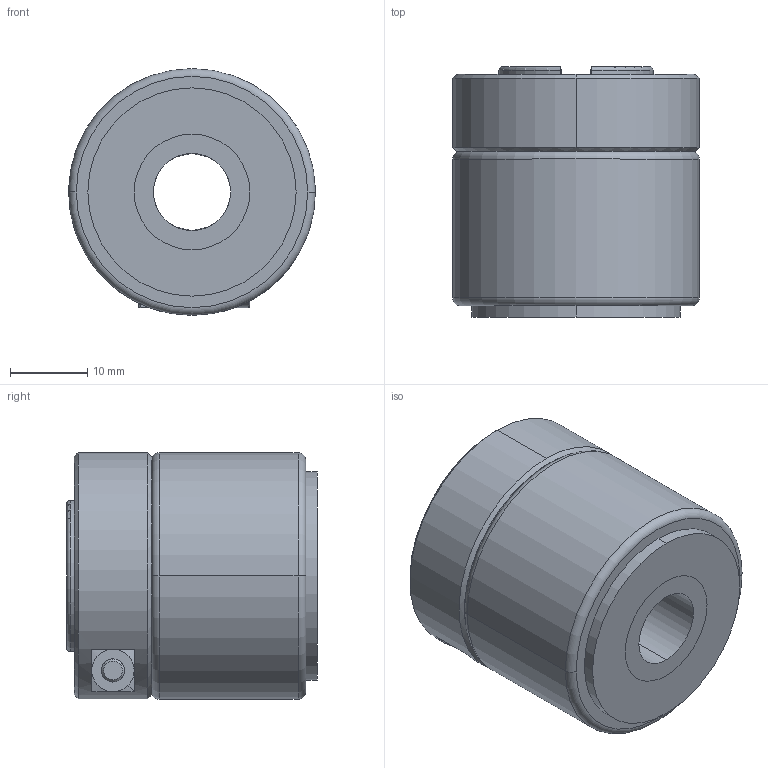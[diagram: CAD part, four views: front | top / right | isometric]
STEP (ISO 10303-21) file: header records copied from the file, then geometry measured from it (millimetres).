
FILE_DESCRIPTION (( 'STEP AP203' ), '1' );
FILE_NAME ('MAG-PM3220C-P08-ID10.STEP', '2020-05-14T03:42:57', ( '' ), ( '' ), 'SwSTEP 2.0', 'SolidWorks 2019', '' );
FILE_SCHEMA (( 'CONFIG_CONTROL_DESIGN' ));
Length unit declared in the file: millimetre
Products named in the file (8): MAG-BSC-OD15-ID10-磁性環襯套; MAG-PM3220C-P08-ID10; hexagon socket head cap screw_jis_JIS B 1176 M3 x 12 (12) --S; MAG-BSC-OD27-ID15-L32-5 磁性環襯套; square nut_jis_JIS B 1163 M3 --S; MAG-3220-磁圈; MAG-RSC-OD32-ID20-L10-M3 束緊環
Assembly tree (7 placements, depth 3):
  MAG-PM3220C-P08-ID10
    MAG-BSC-OD27-ID15-L32-5 磁性環襯套
    MAG-3220-磁圈
    MAG-RSC-OD32-ID20-L10-M3 束緊環
      MAG-RSC-OD32-ID20-L10-M3 束緊環
      hexagon socket head cap screw_jis_JIS B 1176 M3 x 12 (12) --S
      square nut_jis_JIS B 1163 M3 --S
    MAG-BSC-OD15-ID10-磁性環襯套
Bounding box: 32 x 32.5 x 32 mm (x, y, z)
Volume: 21909.5 mm3; surface area: 14774 mm2
Topology: 6 solids, 6 shells, 289 faces, 716 edges, 441 vertices
Faces by surface type: cone 122, cylinder 93, plane 60, torus 14
Entity records: 9596 total; most frequent: CARTESIAN_POINT 1661, DIRECTION 1644, ORIENTED_EDGE 1428, EDGE_CURVE 714, AXIS2_PLACEMENT_3D 668, VERTEX_POINT 441, CIRCLE 368, VECTOR 308
